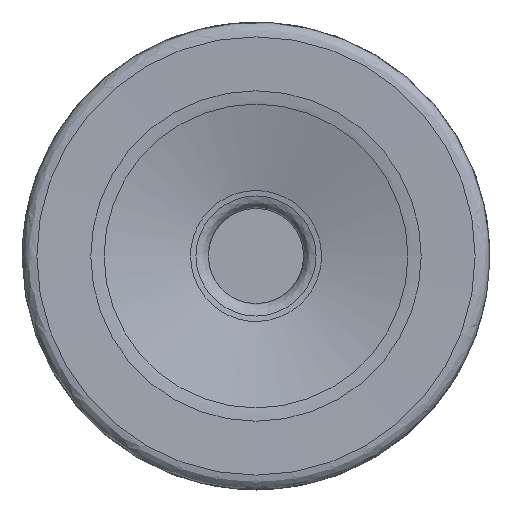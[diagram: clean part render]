
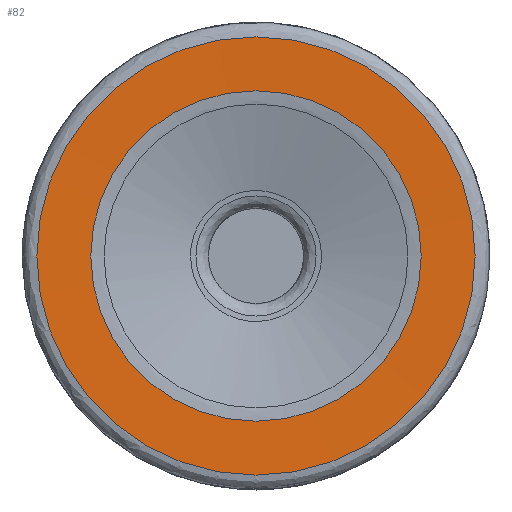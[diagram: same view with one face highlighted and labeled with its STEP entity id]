
A CAD part, front view. The second image highlights one B-rep face of the part: STEP entity #82.
In plain terms, the highlighted face is a revolution surface.
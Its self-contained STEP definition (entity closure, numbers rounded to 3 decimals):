
#82=ADVANCED_FACE('',(#167,#168),#113,.T.);
#113=SURFACE_OF_REVOLUTION('',#144,#128);
#128=AXIS1_PLACEMENT('',#727,#498);
#144=B_SPLINE_CURVE_WITH_KNOTS('',5,(#721,#722,#723,#724,#725,#726),
 .UNSPECIFIED.,.F.,.F.,(6,6),(0.,1.),.UNSPECIFIED.);
#167=FACE_BOUND('',#229,.T.);
#168=FACE_BOUND('',#230,.T.);
#229=EDGE_LOOP('',(#291));
#230=EDGE_LOOP('',(#292));
#291=ORIENTED_EDGE('',*,*,#379,.F.);
#292=ORIENTED_EDGE('',*,*,#378,.F.);
#346=VERTEX_POINT('',#690);
#347=VERTEX_POINT('',#720);
#378=EDGE_CURVE('',#346,#346,#407,.T.);
#379=EDGE_CURVE('',#347,#347,#408,.T.);
#407=CIRCLE('',#436,11.706);
#408=CIRCLE('',#437,8.826);
#436=AXIS2_PLACEMENT_3D('',#689,#493,#494);
#437=AXIS2_PLACEMENT_3D('',#719,#496,#497);
#493=DIRECTION('',(0.,1.,0.));
#494=DIRECTION('',(0.,0.,-1.));
#496=DIRECTION('',(0.,-1.,0.));
#497=DIRECTION('',(0.,0.,-1.));
#498=DIRECTION('',(0.,-1.,0.));
#689=CARTESIAN_POINT('',(-7.914,-131.,-1.392));
#690=CARTESIAN_POINT('',(-7.914,-131.,-13.098));
#719=CARTESIAN_POINT('',(-7.914,-130.937,-1.392));
#720=CARTESIAN_POINT('',(-7.914,-130.937,-10.218));
#721=CARTESIAN_POINT('',(-19.62,-131.,-1.392));
#722=CARTESIAN_POINT('',(-19.044,-130.988,-1.392));
#723=CARTESIAN_POINT('',(-18.468,-130.975,-1.392));
#724=CARTESIAN_POINT('',(-17.892,-130.963,-1.392));
#725=CARTESIAN_POINT('',(-17.316,-130.95,-1.392));
#726=CARTESIAN_POINT('',(-16.74,-130.937,-1.392));
#727=CARTESIAN_POINT('',(-7.914,34.,-1.392));
